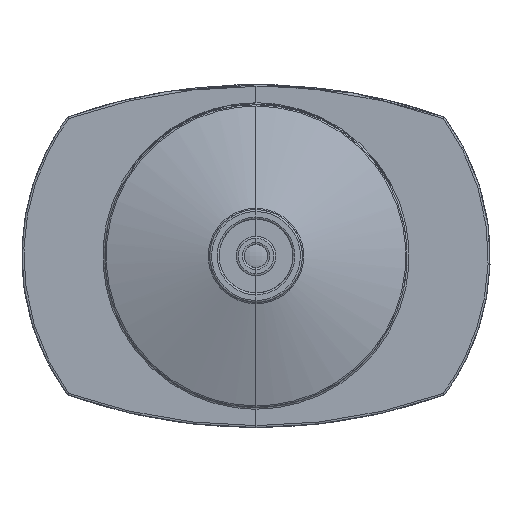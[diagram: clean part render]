
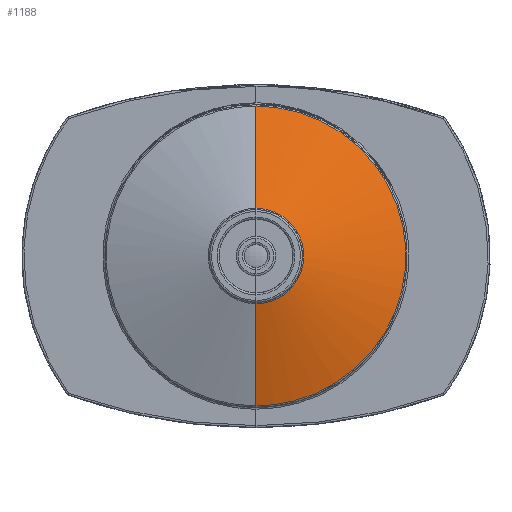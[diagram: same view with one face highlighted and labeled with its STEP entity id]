
A CAD part, left-side view. The second image highlights one B-rep face of the part: STEP entity #1188.
In plain terms, the highlighted free-form (B-spline) face has degree [1, 2] with [2, 5] control points.
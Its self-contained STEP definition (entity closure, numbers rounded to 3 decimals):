
#1188=ADVANCED_FACE('',(#1684),#8153,.T.);
#1684=FACE_OUTER_BOUND('',#2192,.T.);
#2192=EDGE_LOOP('',(#4349,#4350,#4351,#4352));
#4349=ORIENTED_EDGE('',*,*,#5644,.T.);
#4350=ORIENTED_EDGE('',*,*,#5600,.F.);
#4351=ORIENTED_EDGE('',*,*,#5569,.F.);
#4352=ORIENTED_EDGE('',*,*,#5645,.F.);
#5569=EDGE_CURVE('',#7701,#7700,#6914,.T.);
#5600=EDGE_CURVE('',#7700,#7730,#6487,.T.);
#5644=EDGE_CURVE('',#7729,#7730,#6924,.T.);
#5645=EDGE_CURVE('',#7729,#7701,#6528,.T.);
#6487=(
BOUNDED_CURVE()
B_SPLINE_CURVE(3,(#20801,#20802,#20803,#20804,#20805,#20806,#20807,#20808,
#20809,#20810,#20811,#20812,#20813),.UNSPECIFIED.,.F.,.F.)
B_SPLINE_CURVE_WITH_KNOTS((4,3,3,3,4),(0.,3.888,7.775,
11.663,15.55),.UNSPECIFIED.)
CURVE()
GEOMETRIC_REPRESENTATION_ITEM()
RATIONAL_B_SPLINE_CURVE((1.,1.,1.,1.,1.,1.,1.,1.,1.,1.,1.,
1.,1.))
REPRESENTATION_ITEM('')
);
#6528=(
BOUNDED_CURVE()
B_SPLINE_CURVE(2,(#21018,#21019,#21020,#21021,#21022),.UNSPECIFIED.,.F.,
 .F.)
B_SPLINE_CURVE_WITH_KNOTS((3,2,3),(48.065,72.098,96.13),
 .UNSPECIFIED.)
CURVE()
GEOMETRIC_REPRESENTATION_ITEM()
RATIONAL_B_SPLINE_CURVE((1.,0.707,1.,0.707,1.))
REPRESENTATION_ITEM('')
);
#6914=B_SPLINE_CURVE_WITH_KNOTS('',1,(#20695,#20696),.UNSPECIFIED.,.F.,
 .F.,(2,2),(268.429,279.444),.UNSPECIFIED.);
#6924=B_SPLINE_CURVE_WITH_KNOTS('',1,(#21016,#21017),.UNSPECIFIED.,.F.,
 .F.,(2,2),(268.429,279.442),.UNSPECIFIED.);
#7700=VERTEX_POINT('',#20552);
#7701=VERTEX_POINT('',#20553);
#7729=VERTEX_POINT('',#20581);
#7730=VERTEX_POINT('',#20582);
#8153=(
BOUNDED_SURFACE()
B_SPLINE_SURFACE(1,2,((#20184,#20185,#20186,#20187,#20188),(#20189,#20190,
#20191,#20192,#20193)),.UNSPECIFIED.,.F.,.F.,.F.)
B_SPLINE_SURFACE_WITH_KNOTS((2,2),(3,2,3),(268.284,279.589),
(71.747,107.62,143.493),.UNSPECIFIED.)
GEOMETRIC_REPRESENTATION_ITEM()
RATIONAL_B_SPLINE_SURFACE(((1.,0.707,1.,0.707,1.),
(1.,0.707,1.,0.707,1.)))
REPRESENTATION_ITEM('')
SURFACE()
);
#20184=CARTESIAN_POINT('',(0.,0.,15.5));
#20185=CARTESIAN_POINT('',(0.,-15.5,15.5));
#20186=CARTESIAN_POINT('',(0.,-15.5,0.));
#20187=CARTESIAN_POINT('',(0.,-15.5,-15.5));
#20188=CARTESIAN_POINT('',(0.,0.,-15.5));
#20189=CARTESIAN_POINT('',(-3.5,0.,4.75));
#20190=CARTESIAN_POINT('',(-3.5,-4.75,4.75));
#20191=CARTESIAN_POINT('',(-3.5,-4.75,0.));
#20192=CARTESIAN_POINT('',(-3.5,-4.75,-4.75));
#20193=CARTESIAN_POINT('',(-3.5,0.,-4.75));
#20552=CARTESIAN_POINT('',(-3.455,0.,-4.888));
#20553=CARTESIAN_POINT('',(-0.045,0.,-15.362));
#20581=CARTESIAN_POINT('',(-0.045,0.,15.362));
#20582=CARTESIAN_POINT('',(-3.455,0.,4.891));
#20695=CARTESIAN_POINT('',(-0.045,0.,-15.362));
#20696=CARTESIAN_POINT('',(-3.455,0.,-4.888));
#20801=CARTESIAN_POINT('',(-3.455,0.,-4.888));
#20802=CARTESIAN_POINT('',(-3.455,-1.279,-4.895));
#20803=CARTESIAN_POINT('',(-3.455,-2.555,-4.363));
#20804=CARTESIAN_POINT('',(-3.455,-3.458,-3.458));
#20805=CARTESIAN_POINT('',(-3.455,-4.361,-2.554));
#20806=CARTESIAN_POINT('',(-3.455,-4.891,-1.278));
#20807=CARTESIAN_POINT('',(-3.455,-4.891,0.));
#20808=CARTESIAN_POINT('',(-3.455,-4.891,1.277));
#20809=CARTESIAN_POINT('',(-3.455,-4.362,2.555));
#20810=CARTESIAN_POINT('',(-3.455,-3.459,3.459));
#20811=CARTESIAN_POINT('',(-3.455,-2.555,4.362));
#20812=CARTESIAN_POINT('',(-3.455,-1.278,4.891));
#20813=CARTESIAN_POINT('',(-3.455,0.,4.891));
#21016=CARTESIAN_POINT('',(-0.045,0.,15.362));
#21017=CARTESIAN_POINT('',(-3.454,0.,4.891));
#21018=CARTESIAN_POINT('',(-0.045,0.,15.362));
#21019=CARTESIAN_POINT('',(-0.045,-15.362,15.362));
#21020=CARTESIAN_POINT('',(-0.045,-15.362,0.));
#21021=CARTESIAN_POINT('',(-0.045,-15.362,-15.362));
#21022=CARTESIAN_POINT('',(-0.045,0.,-15.362));
